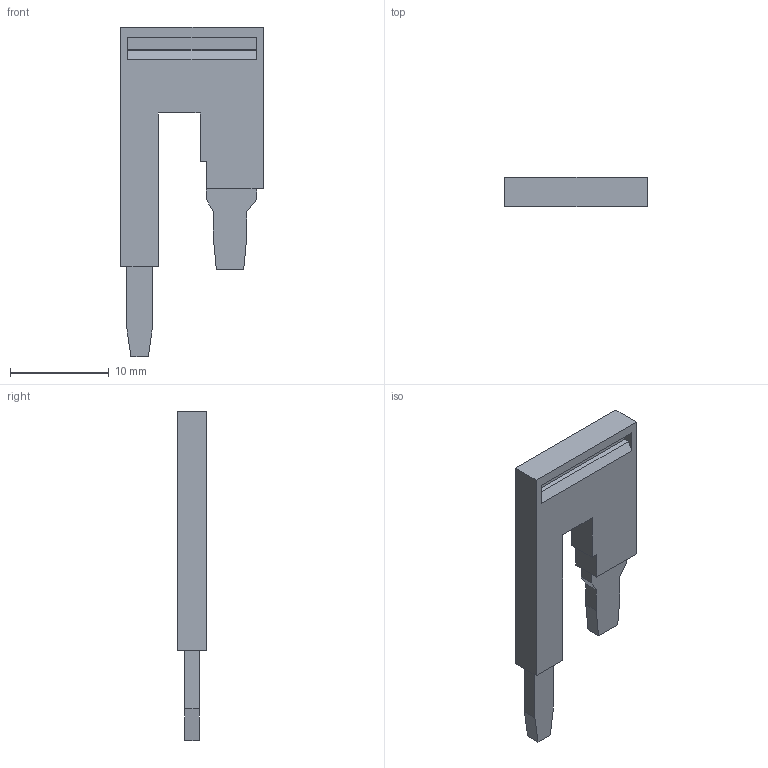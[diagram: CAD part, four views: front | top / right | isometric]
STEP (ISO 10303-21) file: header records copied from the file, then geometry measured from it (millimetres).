
FILE_DESCRIPTION(('Creo Elements/Direct Modeling STEP Export'),'2;1');
FILE_NAME('model.stp','2019-05-22T 2:07:12',(''),(''),'Creo Elements/Direct Modeling STEP processor for AP214 (Solid Model)','Creo Elements/Direct Modeling 20.1A 29-Sep-2018 (C) Parametric Technology GmbH','');
FILE_SCHEMA(('AUTOMOTIVE_DESIGN { 1 0 10303 214 1 1 1 1 }'));
Length unit declared in the file: millimetre
Products named in the file (2): RB_UT_6_ST_2.5_4-select
Assembly tree (1 placements, depth 2):
  RB_UT_6_ST_2.5_4-select
    RB_UT_6_ST_2.5_4-select
Bounding box: 14.44 x 3 x 33.44 mm (x, y, z)
Volume: 735.5 mm3; surface area: 944.6 mm2
Topology: 1 solids, 1 shells, 42 faces, 109 edges, 72 vertices
Faces by surface type: plane 42
Entity records: 1634 total; most frequent: CARTESIAN_POINT 224, ORIENTED_EDGE 218, DIRECTION 196, EDGE_CURVE 109, VECTOR 108, LINE 108, VERTEX_POINT 72, EDGE_LOOP 45
